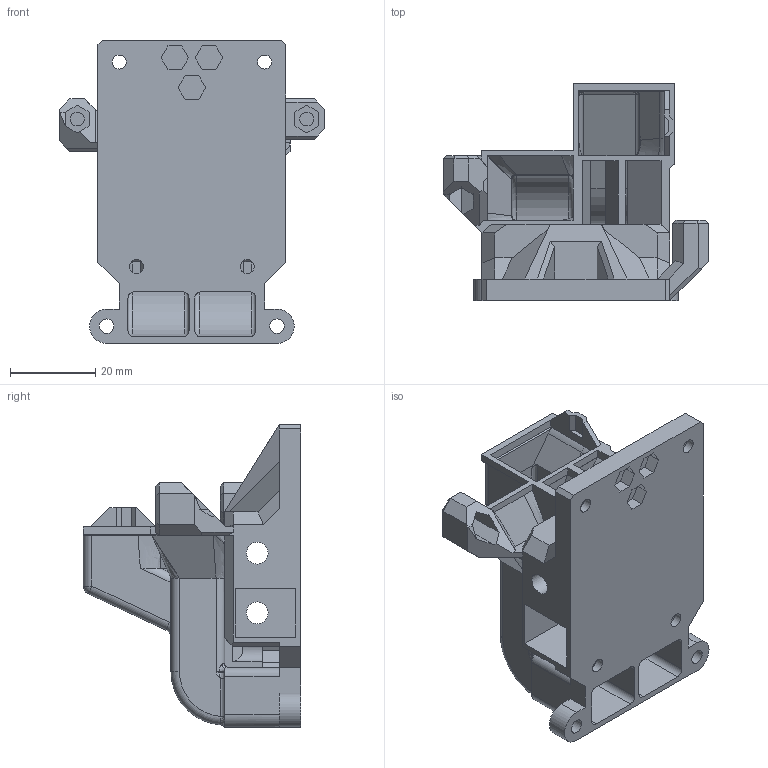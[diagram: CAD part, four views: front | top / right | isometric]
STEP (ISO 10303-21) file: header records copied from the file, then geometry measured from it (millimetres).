
FILE_DESCRIPTION(/* description */ ('','CAx-IF Rec.Pracs.---Representation and Presentation of Product Manufacturing Information (PMI)---3.8---2014-02-18'),/* implementation_level */ '2;1');
FILE_NAME(/* name */ '5015_2_Mod_3_EVA_Back_V3.2.stp',/* time_stamp */ '2021-05-06T13:42:41+02:00',/* author */ ('Thomas'),/* organization */ (''),/* preprocessor_version */ 'ST-DEVELOPER v16.5',/* originating_system */ 'Autodesk Inventor 2017',/* authorisation */ '');
FILE_SCHEMA (('AP242_MANAGED_MODEL_BASED_3D_ENGINEERING_MIM_LF { 1 0 10303 442 1 1 4 }'));
Length unit declared in the file: millimetre
Products named in the file (1): 5015_2_Mod_3_Hinterteil_V2.0
Bounding box: 62.3 x 51 x 71 mm (x, y, z)
Volume: 32289 mm3; surface area: 27577.7 mm2
Topology: 1 solids, 1 shells, 500 faces, 1329 edges, 814 vertices
Faces by surface type: plane 306, cylinder 83, bspline 82, torus 26, sphere 2, cone 1
Full cylindrical faces by diameter (mm): 3.25 x2, 3.3 x7, 3.4 x2, 5.1 x2
Entity records: 20994 total; most frequent: CARTESIAN_POINT 8977, ORIENTED_EDGE 2576, DIRECTION 2327, EDGE_CURVE 1287, LINE 895, VECTOR 895, VERTEX_POINT 808, AXIS2_PLACEMENT_3D 716
